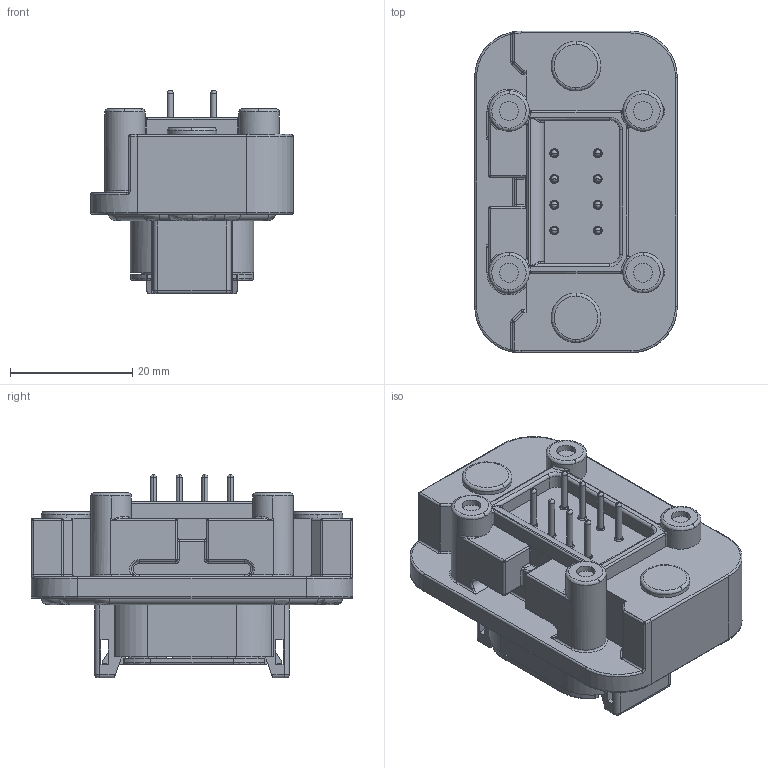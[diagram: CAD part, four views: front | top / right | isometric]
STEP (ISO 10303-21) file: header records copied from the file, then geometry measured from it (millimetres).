
FILE_DESCRIPTION (( 'STEP AP214' ), '1' );
FILE_NAME ('C-ATM15-08PC-BM01_3D.stp', '2018-09-04T20:27:10', ( '' ), ( '' ), 'SwSTEP 2.0', 'SolidWorks 2018', '' );
FILE_SCHEMA (( 'AUTOMOTIVE_DESIGN' ));
Length unit declared in the file: millimetre
Products named in the file (1): C-ATM15-08PC-BM01_3D
Bounding box: 33.1 x 52.56 x 33.25 mm (x, y, z)
Volume: 21273.8 mm3; surface area: 11818 mm2
Topology: 1 solids, 3 shells, 1063 faces, 2819 edges, 1710 vertices
Faces by surface type: bspline 360, plane 348, cylinder 289, cone 64, torus 2
Entity records: 39088 total; most frequent: CARTESIAN_POINT 15472, ORIENTED_EDGE 5446, DIRECTION 4168, EDGE_CURVE 2723, VERTEX_POINT 1710, AXIS2_PLACEMENT_3D 1441, LINE 1286, VECTOR 1286
